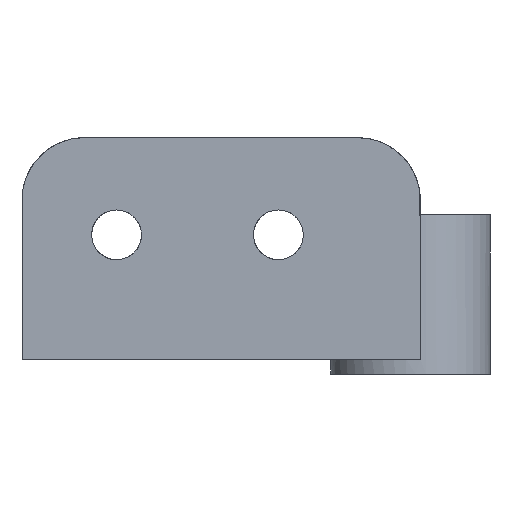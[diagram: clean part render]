
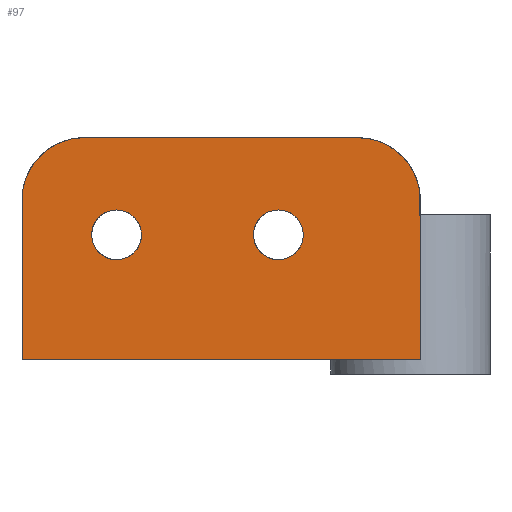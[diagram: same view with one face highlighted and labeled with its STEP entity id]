
A CAD part, front view. The second image highlights one B-rep face of the part: STEP entity #97.
In plain terms, the highlighted planar face has unit normal (0, -1, 0).
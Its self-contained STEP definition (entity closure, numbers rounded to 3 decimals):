
#13=FACE_BOUND('',#150,.T.);
#14=FACE_BOUND('',#151,.T.);
#27=PLANE('',#719);
#97=ADVANCED_FACE('',(#122,#13,#14),#27,.T.);
#122=FACE_OUTER_BOUND('',#149,.T.);
#149=EDGE_LOOP('',(#233,#234));
#150=EDGE_LOOP('',(#235));
#151=EDGE_LOOP('',(#236));
#233=ORIENTED_EDGE('',*,*,#343,.T.);
#234=ORIENTED_EDGE('',*,*,#346,.T.);
#235=ORIENTED_EDGE('',*,*,#344,.T.);
#236=ORIENTED_EDGE('',*,*,#345,.T.);
#343=EDGE_CURVE('',#563,#566,#471,.T.);
#344=EDGE_CURVE('',#564,#564,#472,.T.);
#345=EDGE_CURVE('',#565,#565,#473,.T.);
#346=EDGE_CURVE('',#566,#563,#427,.T.);
#427=B_SPLINE_CURVE_WITH_KNOTS('',1,(#1101,#1102),.UNSPECIFIED.,.F.,.F.,
(2,2),(6.142,7.142),.UNSPECIFIED.);
#471=(
BOUNDED_CURVE()
B_SPLINE_CURVE(2,(#1072,#1073,#1074,#1075,#1076,#1077,#1078,#1079,#1080,
#1081,#1082),.UNSPECIFIED.,.F.,.F.)
B_SPLINE_CURVE_WITH_KNOTS((3,2,2,2,2,3),(0.,1.,2.571,3.571,
5.142,6.142),.UNSPECIFIED.)
CURVE()
GEOMETRIC_REPRESENTATION_ITEM()
RATIONAL_B_SPLINE_CURVE((1.,1.,1.,0.707,1.,1.,1.,0.707,
1.,1.,1.))
REPRESENTATION_ITEM('')
);
#472=(
BOUNDED_CURVE()
B_SPLINE_CURVE(2,(#1083,#1084,#1085,#1086,#1087,#1088,#1089,#1090,#1091),
 .UNSPECIFIED.,.T.,.F.)
B_SPLINE_CURVE_WITH_KNOTS((3,2,2,2,3),(0.,1.571,3.142,
4.712,6.283),.UNSPECIFIED.)
CURVE()
GEOMETRIC_REPRESENTATION_ITEM()
RATIONAL_B_SPLINE_CURVE((1.,0.707,1.,0.707,1.,0.707,
1.,0.707,1.))
REPRESENTATION_ITEM('')
);
#473=(
BOUNDED_CURVE()
B_SPLINE_CURVE(2,(#1092,#1093,#1094,#1095,#1096,#1097,#1098,#1099,#1100),
 .UNSPECIFIED.,.T.,.F.)
B_SPLINE_CURVE_WITH_KNOTS((3,2,2,2,3),(0.,1.571,3.142,
4.712,6.283),.UNSPECIFIED.)
CURVE()
GEOMETRIC_REPRESENTATION_ITEM()
RATIONAL_B_SPLINE_CURVE((1.,0.707,1.,0.707,1.,0.707,
1.,0.707,1.))
REPRESENTATION_ITEM('')
);
#563=VERTEX_POINT('',#1068);
#564=VERTEX_POINT('',#1069);
#565=VERTEX_POINT('',#1070);
#566=VERTEX_POINT('',#1071);
#719=AXIS2_PLACEMENT_3D('',#1067,#747,$);
#747=DIRECTION('',(0.,-1.,0.));
#1067=CARTESIAN_POINT('',(0.,0.,0.));
#1068=CARTESIAN_POINT('',(160.,0.,-89.));
#1069=CARTESIAN_POINT('',(38.,0.,-29.));
#1070=CARTESIAN_POINT('',(103.,0.,-29.));
#1071=CARTESIAN_POINT('',(0.,0.,-89.));
#1072=CARTESIAN_POINT('',(160.,0.,-89.));
#1073=CARTESIAN_POINT('',(160.,0.,-57.));
#1074=CARTESIAN_POINT('',(160.,0.,-25.));
#1075=CARTESIAN_POINT('',(160.,0.,0.));
#1076=CARTESIAN_POINT('',(135.,0.,0.));
#1077=CARTESIAN_POINT('',(80.,0.,0.));
#1078=CARTESIAN_POINT('',(25.,0.,0.));
#1079=CARTESIAN_POINT('',(0.,0.,0.));
#1080=CARTESIAN_POINT('',(0.,0.,-25.));
#1081=CARTESIAN_POINT('',(0.,0.,-57.));
#1082=CARTESIAN_POINT('',(0.,0.,-89.));
#1083=CARTESIAN_POINT('',(38.,0.,-29.));
#1084=CARTESIAN_POINT('',(48.,0.,-29.));
#1085=CARTESIAN_POINT('',(48.,0.,-39.));
#1086=CARTESIAN_POINT('',(48.,0.,-49.));
#1087=CARTESIAN_POINT('',(38.,0.,-49.));
#1088=CARTESIAN_POINT('',(28.,0.,-49.));
#1089=CARTESIAN_POINT('',(28.,0.,-39.));
#1090=CARTESIAN_POINT('',(28.,0.,-29.));
#1091=CARTESIAN_POINT('',(38.,0.,-29.));
#1092=CARTESIAN_POINT('',(103.,0.,-29.));
#1093=CARTESIAN_POINT('',(113.,0.,-29.));
#1094=CARTESIAN_POINT('',(113.,0.,-39.));
#1095=CARTESIAN_POINT('',(113.,0.,-49.));
#1096=CARTESIAN_POINT('',(103.,0.,-49.));
#1097=CARTESIAN_POINT('',(93.,0.,-49.));
#1098=CARTESIAN_POINT('',(93.,0.,-39.));
#1099=CARTESIAN_POINT('',(93.,0.,-29.));
#1100=CARTESIAN_POINT('',(103.,0.,-29.));
#1101=CARTESIAN_POINT('',(0.,0.,-89.));
#1102=CARTESIAN_POINT('',(160.,0.,-89.));
